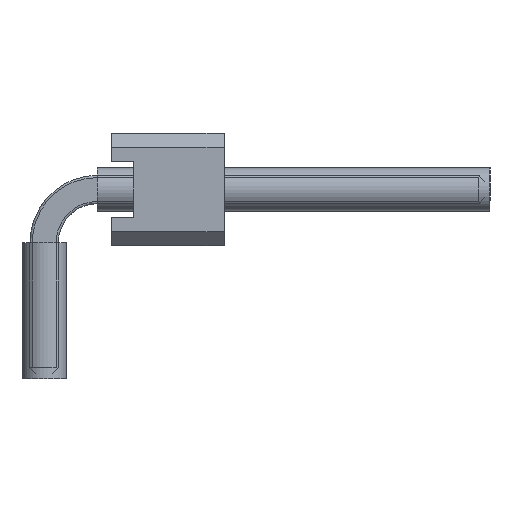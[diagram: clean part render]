
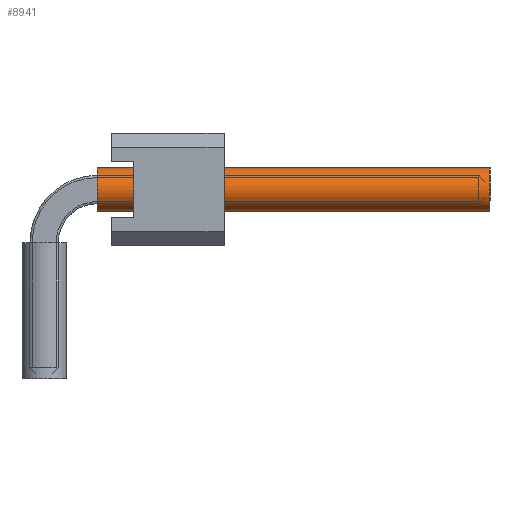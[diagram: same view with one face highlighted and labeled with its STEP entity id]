
A CAD part, left-side view. The second image highlights one B-rep face of the part: STEP entity #8941.
In plain terms, the highlighted cylindrical face has radius 0.5 mm (diameter 1 mm), a full revolution.
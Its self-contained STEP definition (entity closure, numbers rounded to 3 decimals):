
#5038=ORIENTED_EDGE('',*,*,#6312,.F.);
#5039=ORIENTED_EDGE('',*,*,#6313,.T.);
#6312=EDGE_CURVE('',#7160,#7160,#7404,.T.);
#6313=EDGE_CURVE('',#7161,#7161,#7405,.T.);
#7160=VERTEX_POINT('',#14716);
#7161=VERTEX_POINT('',#14718);
#7404=CIRCLE('',#9675,0.5);
#7405=CIRCLE('',#9676,0.5);
#7894=EDGE_LOOP('',(#5038));
#7895=EDGE_LOOP('',(#5039));
#8384=FACE_BOUND('',#7894,.T.);
#8385=FACE_BOUND('',#7895,.T.);
#8509=CYLINDRICAL_SURFACE('',#9674,0.5);
#8941=ADVANCED_FACE('',(#8384,#8385),#8509,.F.);
#9674=AXIS2_PLACEMENT_3D('',#14714,#12101,#12102);
#9675=AXIS2_PLACEMENT_3D('',#14715,#12103,#12104);
#9676=AXIS2_PLACEMENT_3D('',#14717,#12105,#12106);
#12101=DIRECTION('',(1.,0.,0.));
#12102=DIRECTION('',(0.,0.,-1.));
#12103=DIRECTION('',(-1.,0.,0.));
#12104=DIRECTION('',(0.,0.,1.));
#12105=DIRECTION('',(-1.,0.,0.));
#12106=DIRECTION('',(0.,0.,1.));
#14714=CARTESIAN_POINT('',(1.2,0.,4.27));
#14715=CARTESIAN_POINT('',(10.06,0.,4.27));
#14716=CARTESIAN_POINT('',(10.06,0.,4.77));
#14717=CARTESIAN_POINT('',(1.2,0.,4.27));
#14718=CARTESIAN_POINT('',(1.2,0.,4.77));
